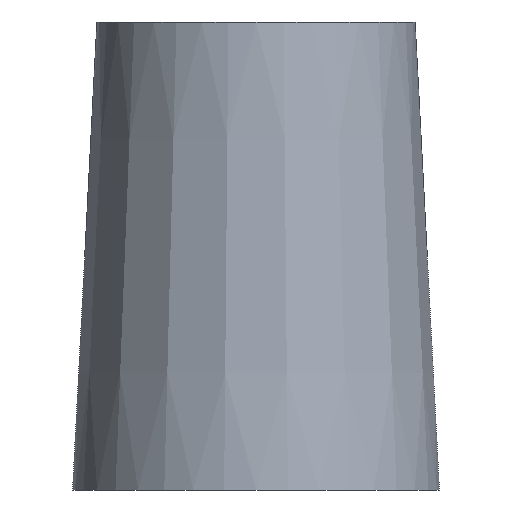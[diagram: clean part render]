
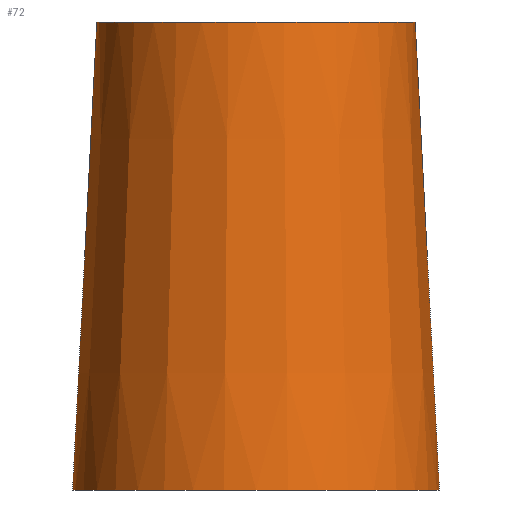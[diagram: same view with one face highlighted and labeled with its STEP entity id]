
A CAD part, front view. The second image highlights one B-rep face of the part: STEP entity #72.
In plain terms, the highlighted conical face has half-angle 2.977 degrees and reference radius 9.8 mm.
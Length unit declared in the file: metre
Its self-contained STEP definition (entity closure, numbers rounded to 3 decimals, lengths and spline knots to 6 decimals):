
#17=ORIENTED_EDGE('',*,*,#29,.F.);
#18=ORIENTED_EDGE('',*,*,#30,.T.);
#29=EDGE_CURVE('',#35,#35,#41,.T.);
#30=EDGE_CURVE('',#36,#36,#42,.T.);
#35=VERTEX_POINT('',#132);
#36=VERTEX_POINT('',#134);
#41=CIRCLE('',#92,0.0085);
#42=CIRCLE('',#93,0.0098);
#47=EDGE_LOOP('',(#17));
#48=EDGE_LOOP('',(#18));
#59=FACE_BOUND('',#47,.T.);
#60=FACE_BOUND('',#48,.T.);
#71=CONICAL_SURFACE('',#91,0.0098,0.052);
#72=ADVANCED_FACE('',(#59,#60),#71,.T.);
#91=AXIS2_PLACEMENT_3D('',#130,#105,#106);
#92=AXIS2_PLACEMENT_3D('',#131,#107,#108);
#93=AXIS2_PLACEMENT_3D('',#133,#109,#110);
#105=DIRECTION('',(0.,0.,-1.));
#106=DIRECTION('',(-1.,0.,0.));
#107=DIRECTION('',(0.,0.,1.));
#108=DIRECTION('',(1.,0.,0.));
#109=DIRECTION('',(0.,0.,1.));
#110=DIRECTION('',(1.,0.,0.));
#130=CARTESIAN_POINT('',(-0.034262,0.031989,0.));
#131=CARTESIAN_POINT('',(-0.034262,0.031989,0.025));
#132=CARTESIAN_POINT('',(-0.025762,0.031989,0.025));
#133=CARTESIAN_POINT('',(-0.034262,0.031989,0.));
#134=CARTESIAN_POINT('',(-0.024462,0.031989,0.));
